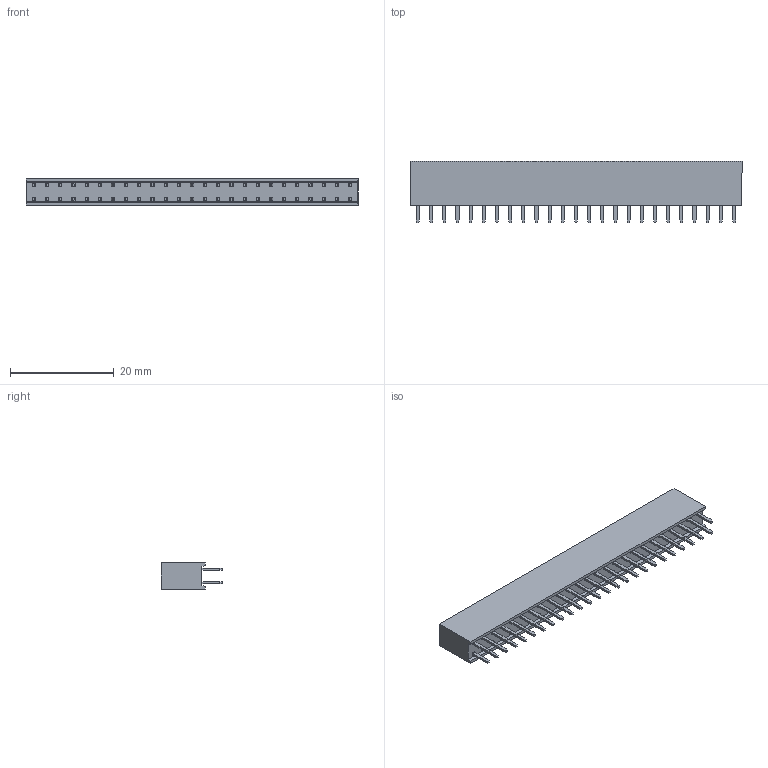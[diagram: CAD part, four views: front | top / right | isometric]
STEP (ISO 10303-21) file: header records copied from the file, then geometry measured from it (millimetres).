
FILE_DESCRIPTION (( 'STEP AP214' ), '1' );
FILE_NAME ('PPTC252LFBN-RC.STEP', '2022-06-27T17:48:35', ( '' ), ( '' ), 'SwSTEP 2.0', 'SolidWorks 2017', '' );
FILE_SCHEMA (( 'AUTOMOTIVE_DESIGN' ));
Length unit declared in the file: inch
Products named in the file (3): 2 row tin pins; PPTC252LFBN-RC; 2 row tin body_25
Assembly tree (26 placements, depth 2):
  PPTC252LFBN-RC
    2 row tin body_25
    2 row tin pins  x25
Bounding box: 64.01 x 11.91 x 5.08 mm (x, y, z)
Volume: 2551.9 mm3; surface area: 3956.9 mm2
Topology: 101 solids, 101 shells, 1460 faces, 3574 edges, 2316 vertices
Faces by surface type: plane 1160, cylinder 300
Entity records: 13463 total; most frequent: CARTESIAN_POINT 2291, ORIENTED_EDGE 2252, DIRECTION 2112, EDGE_CURVE 1126, LINE 1102, VECTOR 1102, VERTEX_POINT 684, EDGE_LOOP 552
